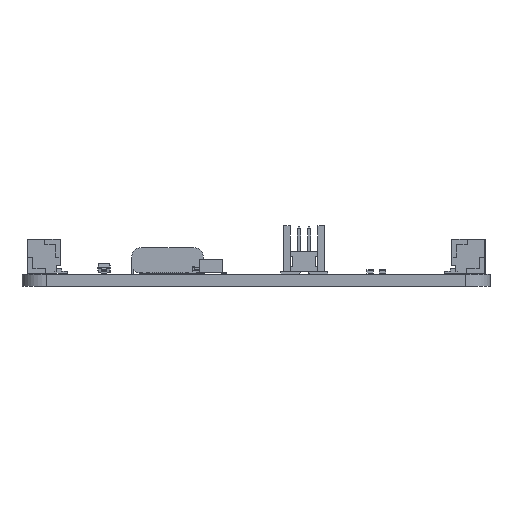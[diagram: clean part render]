
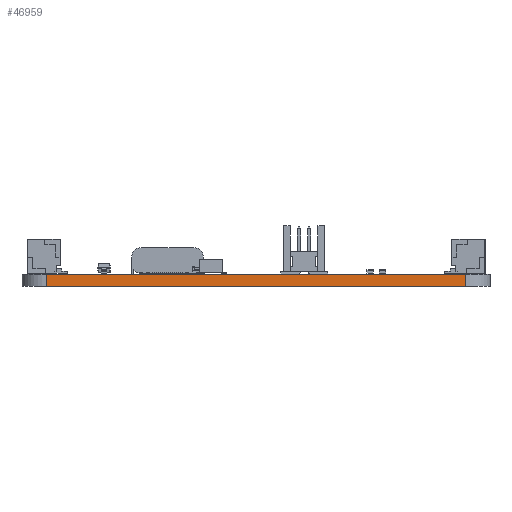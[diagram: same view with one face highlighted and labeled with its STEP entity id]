
A CAD part, front view. The second image highlights one B-rep face of the part: STEP entity #46959.
In plain terms, the highlighted planar face has unit normal (0, -1, 0).
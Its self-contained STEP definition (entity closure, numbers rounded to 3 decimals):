
#45330 = VERTEX_POINT('',#45331);
#45331 = CARTESIAN_POINT('',(94.,-143.,0.));
#45338 = EDGE_CURVE('',#45339,#45330,#45341,.T.);
#45339 = VERTEX_POINT('',#45340);
#45340 = CARTESIAN_POINT('',(146.,-143.,0.));
#45341 = LINE('',#45342,#45343);
#45342 = CARTESIAN_POINT('',(146.,-143.,0.));
#45343 = VECTOR('',#45344,1.);
#45344 = DIRECTION('',(-1.,0.,0.));
#46131 = VERTEX_POINT('',#46132);
#46132 = CARTESIAN_POINT('',(94.,-143.,1.51));
#46139 = EDGE_CURVE('',#46140,#46131,#46142,.T.);
#46140 = VERTEX_POINT('',#46141);
#46141 = CARTESIAN_POINT('',(146.,-143.,1.51));
#46142 = LINE('',#46143,#46144);
#46143 = CARTESIAN_POINT('',(146.,-143.,1.51));
#46144 = VECTOR('',#46145,1.);
#46145 = DIRECTION('',(-1.,0.,0.));
#46931 = EDGE_CURVE('',#45339,#46140,#46932,.T.);
#46932 = LINE('',#46933,#46934);
#46933 = CARTESIAN_POINT('',(146.,-143.,0.));
#46934 = VECTOR('',#46935,1.);
#46935 = DIRECTION('',(0.,0.,1.));
#46959 = ADVANCED_FACE('',(#46960),#46971,.T.);
#46960 = FACE_BOUND('',#46961,.T.);
#46961 = EDGE_LOOP('',(#46962,#46963,#46964,#46970));
#46962 = ORIENTED_EDGE('',*,*,#46931,.T.);
#46963 = ORIENTED_EDGE('',*,*,#46139,.T.);
#46964 = ORIENTED_EDGE('',*,*,#46965,.F.);
#46965 = EDGE_CURVE('',#45330,#46131,#46966,.T.);
#46966 = LINE('',#46967,#46968);
#46967 = CARTESIAN_POINT('',(94.,-143.,0.));
#46968 = VECTOR('',#46969,1.);
#46969 = DIRECTION('',(0.,0.,1.));
#46970 = ORIENTED_EDGE('',*,*,#45338,.F.);
#46971 = PLANE('',#46972);
#46972 = AXIS2_PLACEMENT_3D('',#46973,#46974,#46975);
#46973 = CARTESIAN_POINT('',(146.,-143.,0.));
#46974 = DIRECTION('',(0.,-1.,0.));
#46975 = DIRECTION('',(-1.,0.,0.));
